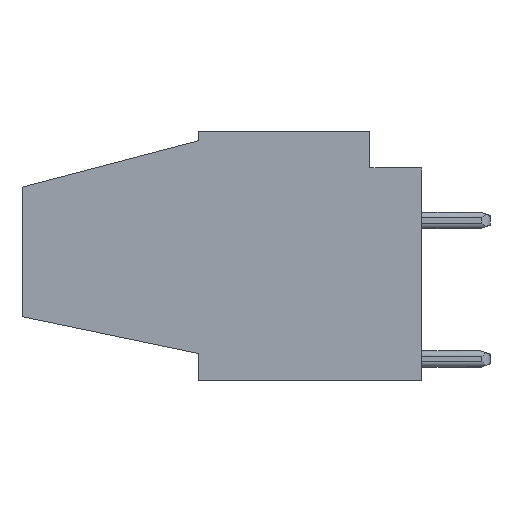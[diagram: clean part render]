
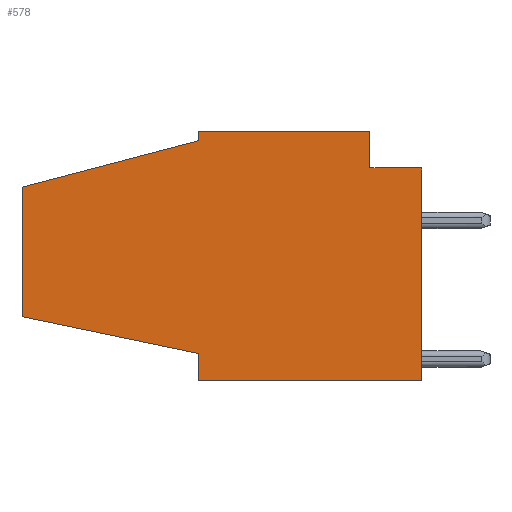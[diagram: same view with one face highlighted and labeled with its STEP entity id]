
A CAD part, left-side view. The second image highlights one B-rep face of the part: STEP entity #578.
In plain terms, the highlighted planar face has unit normal (-1, 0, 0).
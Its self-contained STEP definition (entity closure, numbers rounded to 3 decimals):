
#578 = ADVANCED_FACE( '', ( #1211 ), #1212, .F. );
#1211 = FACE_OUTER_BOUND( '', #1925, .T. );
#1212 = PLANE( '', #1926 );
#1925 = EDGE_LOOP( '', ( #3438, #3439, #3440, #3441, #3442, #3443, #3444, #3445, #3446, #3447 ) );
#1926 = AXIS2_PLACEMENT_3D( '', #3448, #3449, #3450 );
#3438 = ORIENTED_EDGE( '', *, *, #5190, .F. );
#3439 = ORIENTED_EDGE( '', *, *, #5191, .F. );
#3440 = ORIENTED_EDGE( '', *, *, #4987, .T. );
#3441 = ORIENTED_EDGE( '', *, *, #5192, .T. );
#3442 = ORIENTED_EDGE( '', *, *, #5193, .T. );
#3443 = ORIENTED_EDGE( '', *, *, #5009, .T. );
#3444 = ORIENTED_EDGE( '', *, *, #5194, .F. );
#3445 = ORIENTED_EDGE( '', *, *, #5195, .T. );
#3446 = ORIENTED_EDGE( '', *, *, #5196, .F. );
#3447 = ORIENTED_EDGE( '', *, *, #5091, .F. );
#3448 = CARTESIAN_POINT( '', ( 0., 51.003, -17.43 ) );
#3449 = DIRECTION( '', ( 1., 0., 0. ) );
#3450 = DIRECTION( '', ( 0., -1., 0. ) );
#4987 = EDGE_CURVE( '', #6201, #6202, #6203, .T. );
#5009 = EDGE_CURVE( '', #6240, #6238, #6241, .T. );
#5091 = EDGE_CURVE( '', #6361, #6359, #6363, .T. );
#5190 = EDGE_CURVE( '', #6500, #6361, #6501, .T. );
#5191 = EDGE_CURVE( '', #6201, #6500, #6502, .T. );
#5192 = EDGE_CURVE( '', #6202, #6503, #6504, .T. );
#5193 = EDGE_CURVE( '', #6503, #6240, #6505, .T. );
#5194 = EDGE_CURVE( '', #6506, #6238, #6507, .T. );
#5195 = EDGE_CURVE( '', #6506, #6508, #6509, .T. );
#5196 = EDGE_CURVE( '', #6359, #6508, #6510, .T. );
#6201 = VERTEX_POINT( '', #7947 );
#6202 = VERTEX_POINT( '', #7948 );
#6203 = LINE( '', #7949, #7950 );
#6238 = VERTEX_POINT( '', #8025 );
#6240 = VERTEX_POINT( '', #8028 );
#6241 = LINE( '', #8029, #8030 );
#6359 = VERTEX_POINT( '', #8205 );
#6361 = VERTEX_POINT( '', #8208 );
#6363 = LINE( '', #8211, #8212 );
#6500 = VERTEX_POINT( '', #8445 );
#6501 = LINE( '', #8446, #8447 );
#6502 = LINE( '', #8448, #8449 );
#6503 = VERTEX_POINT( '', #8450 );
#6504 = LINE( '', #8451, #8452 );
#6505 = LINE( '', #8453, #8454 );
#6506 = VERTEX_POINT( '', #8455 );
#6507 = LINE( '', #8456, #8457 );
#6508 = VERTEX_POINT( '', #8458 );
#6509 = LINE( '', #8459, #8460 );
#6510 = LINE( '', #8461, #8462 );
#7947 = CARTESIAN_POINT( '', ( 0., 16.4, 2.7 ) );
#7948 = CARTESIAN_POINT( '', ( 0., 16.4, 2. ) );
#7949 = CARTESIAN_POINT( '', ( 0., 16.4, -9.056 ) );
#7950 = VECTOR( '', #9387, 1000. );
#8025 = CARTESIAN_POINT( '', ( 0., 16.4, -13.6 ) );
#8028 = CARTESIAN_POINT( '', ( 0., 29.3, -10.9 ) );
#8029 = CARTESIAN_POINT( '', ( 0., 7.836, -15.393 ) );
#8030 = VECTOR( '', #9411, 1000. );
#8205 = CARTESIAN_POINT( '', ( 0., 0., 0. ) );
#8208 = CARTESIAN_POINT( '', ( 0., 3.8, 0. ) );
#8211 = CARTESIAN_POINT( '', ( 0., 7.836, 0. ) );
#8212 = VECTOR( '', #9495, 1000. );
#8445 = CARTESIAN_POINT( '', ( 0., 3.8, 2.7 ) );
#8446 = CARTESIAN_POINT( '', ( 0., 3.8, -9.056 ) );
#8447 = VECTOR( '', #9589, 1000. );
#8448 = CARTESIAN_POINT( '', ( 0., 7.836, 2.7 ) );
#8449 = VECTOR( '', #9590, 1000. );
#8450 = CARTESIAN_POINT( '', ( 0., 29.3, -1.4 ) );
#8451 = CARTESIAN_POINT( '', ( 0., 7.836, 4.257 ) );
#8452 = VECTOR( '', #9591, 1000. );
#8453 = CARTESIAN_POINT( '', ( 0., 29.3, -9.056 ) );
#8454 = VECTOR( '', #9592, 1000. );
#8455 = CARTESIAN_POINT( '', ( 0., 16.4, -15.6 ) );
#8456 = CARTESIAN_POINT( '', ( 0., 16.4, -9.056 ) );
#8457 = VECTOR( '', #9593, 1000. );
#8458 = CARTESIAN_POINT( '', ( 0., 0., -15.6 ) );
#8459 = CARTESIAN_POINT( '', ( 0., 7.836, -15.6 ) );
#8460 = VECTOR( '', #9594, 1000. );
#8461 = CARTESIAN_POINT( '', ( 0., 0., -9.056 ) );
#8462 = VECTOR( '', #9595, 1000. );
#9387 = DIRECTION( '', ( 0., 0., -1. ) );
#9411 = DIRECTION( '', ( 0., -0.979, -0.205 ) );
#9495 = DIRECTION( '', ( 0., -1., 0. ) );
#9589 = DIRECTION( '', ( 0., 0., -1. ) );
#9590 = DIRECTION( '', ( 0., -1., 0. ) );
#9591 = DIRECTION( '', ( 0., 0.967, -0.255 ) );
#9592 = DIRECTION( '', ( 0., 0., -1. ) );
#9593 = DIRECTION( '', ( 0., 0., 1. ) );
#9594 = DIRECTION( '', ( 0., -1., 0. ) );
#9595 = DIRECTION( '', ( 0., 0., -1. ) );
